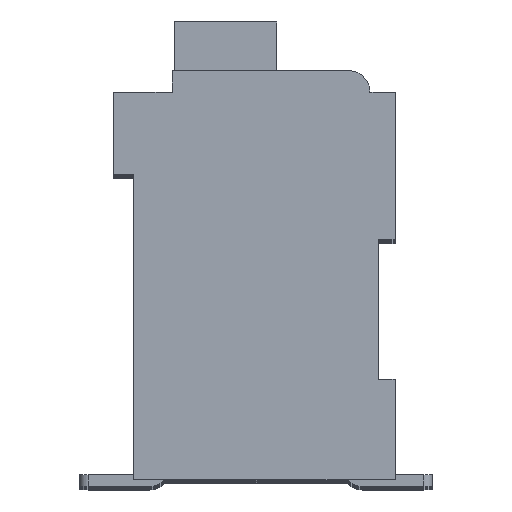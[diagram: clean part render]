
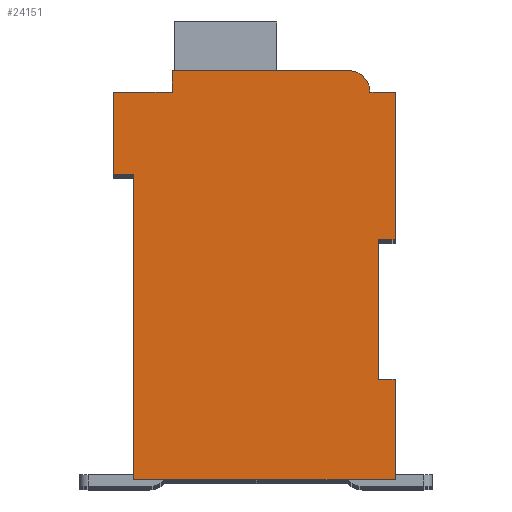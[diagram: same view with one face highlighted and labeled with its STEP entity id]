
A CAD part, top view. The second image highlights one B-rep face of the part: STEP entity #24151.
In plain terms, the highlighted planar face has unit normal (0, 0, 1).
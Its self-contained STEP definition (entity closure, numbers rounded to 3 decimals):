
#3866=DIRECTION('',(1.,0.,0.));
#3867=VECTOR('',#3866,0.5);
#3868=CARTESIAN_POINT('',(7.3,7.15,2.1));
#3869=LINE('',#3868,#3867);
#3870=DIRECTION('',(0.,1.,0.));
#3871=VECTOR('',#3870,4.15);
#3872=CARTESIAN_POINT('',(7.3,3.,2.1));
#3873=LINE('',#3872,#3871);
#3874=DIRECTION('',(-1.,0.,0.));
#3875=VECTOR('',#3874,0.5);
#3876=CARTESIAN_POINT('',(7.8,3.,2.1));
#3877=LINE('',#3876,#3875);
#3878=DIRECTION('',(0.,1.,0.));
#3879=VECTOR('',#3878,3.);
#3880=CARTESIAN_POINT('',(7.8,0.,2.1));
#3881=LINE('',#3880,#3879);
#3882=DIRECTION('',(1.,0.,0.));
#3883=VECTOR('',#3882,7.8);
#3884=CARTESIAN_POINT('',(0.,0.,2.1));
#3885=LINE('',#3884,#3883);
#3886=DIRECTION('',(0.,-1.,0.));
#3887=VECTOR('',#3886,9.1);
#3888=CARTESIAN_POINT('',(0.,9.1,2.1));
#3889=LINE('',#3888,#3887);
#3890=DIRECTION('',(1.,0.,0.));
#3891=VECTOR('',#3890,0.6);
#3892=CARTESIAN_POINT('',(-0.6,9.1,2.1));
#3893=LINE('',#3892,#3891);
#3894=DIRECTION('',(0.,-1.,0.));
#3895=VECTOR('',#3894,2.45);
#3896=CARTESIAN_POINT('',(-0.6,11.55,2.1));
#3897=LINE('',#3896,#3895);
#3898=DIRECTION('',(-1.,0.,0.));
#3899=VECTOR('',#3898,1.75);
#3900=CARTESIAN_POINT('',(1.15,11.55,2.1));
#3901=LINE('',#3900,#3899);
#3902=DIRECTION('',(0.,-1.,0.));
#3903=VECTOR('',#3902,0.65);
#3904=CARTESIAN_POINT('',(1.15,12.2,2.1));
#3905=LINE('',#3904,#3903);
#3906=DIRECTION('',(-1.,0.,0.));
#3907=VECTOR('',#3906,5.25);
#3908=CARTESIAN_POINT('',(6.4,12.2,2.1));
#3909=LINE('',#3908,#3907);
#3910=CARTESIAN_POINT('',(6.4,11.55,2.1));
#3911=DIRECTION('',(0.,0.,1.));
#3912=DIRECTION('',(1.,0.,0.));
#3913=AXIS2_PLACEMENT_3D('',#3910,#3911,#3912);
#3915=DIRECTION('',(-1.,0.,0.));
#3916=VECTOR('',#3915,0.75);
#3917=CARTESIAN_POINT('',(7.8,11.55,2.1));
#3918=LINE('',#3917,#3916);
#3919=DIRECTION('',(0.,1.,0.));
#3920=VECTOR('',#3919,4.4);
#3921=CARTESIAN_POINT('',(7.8,7.15,2.1));
#3922=LINE('',#3921,#3920);
#15919=CARTESIAN_POINT('',(7.3,7.15,2.1));
#15920=CARTESIAN_POINT('',(7.8,7.15,2.1));
#15921=VERTEX_POINT('',#15919);
#15922=VERTEX_POINT('',#15920);
#15923=CARTESIAN_POINT('',(7.8,11.55,2.1));
#15924=VERTEX_POINT('',#15923);
#15925=CARTESIAN_POINT('',(7.05,11.55,2.1));
#15926=VERTEX_POINT('',#15925);
#15927=CARTESIAN_POINT('',(6.4,12.2,2.1));
#15928=VERTEX_POINT('',#15927);
#15929=CARTESIAN_POINT('',(1.15,12.2,2.1));
#15930=VERTEX_POINT('',#15929);
#15931=CARTESIAN_POINT('',(1.15,11.55,2.1));
#15932=VERTEX_POINT('',#15931);
#15933=CARTESIAN_POINT('',(-0.6,11.55,2.1));
#15934=VERTEX_POINT('',#15933);
#15935=CARTESIAN_POINT('',(-0.6,9.1,2.1));
#15936=VERTEX_POINT('',#15935);
#15937=CARTESIAN_POINT('',(0.,9.1,2.1));
#15938=VERTEX_POINT('',#15937);
#15939=CARTESIAN_POINT('',(0.,0.,2.1));
#15940=VERTEX_POINT('',#15939);
#15941=CARTESIAN_POINT('',(7.8,0.,2.1));
#15942=VERTEX_POINT('',#15941);
#15943=CARTESIAN_POINT('',(7.8,3.,2.1));
#15944=VERTEX_POINT('',#15943);
#15945=CARTESIAN_POINT('',(7.3,3.,2.1));
#15946=VERTEX_POINT('',#15945);
#24127=CARTESIAN_POINT('',(0.,0.,2.1));
#24128=DIRECTION('',(0.,0.,1.));
#24129=DIRECTION('',(1.,0.,0.));
#24130=AXIS2_PLACEMENT_3D('',#24127,#24128,#24129);
#24131=PLANE('',#24130);
#24132=ORIENTED_EDGE('',*,*,#20888,.F.);
#24133=ORIENTED_EDGE('',*,*,#21682,.F.);
#24135=ORIENTED_EDGE('',*,*,#24134,.F.);
#24137=ORIENTED_EDGE('',*,*,#24136,.F.);
#24139=ORIENTED_EDGE('',*,*,#24138,.F.);
#24140=ORIENTED_EDGE('',*,*,#21964,.F.);
#24141=ORIENTED_EDGE('',*,*,#22124,.F.);
#24142=ORIENTED_EDGE('',*,*,#22413,.F.);
#24143=ORIENTED_EDGE('',*,*,#22707,.F.);
#24144=ORIENTED_EDGE('',*,*,#22776,.F.);
#24145=ORIENTED_EDGE('',*,*,#23209,.F.);
#24146=ORIENTED_EDGE('',*,*,#23859,.F.);
#24147=ORIENTED_EDGE('',*,*,#23699,.F.);
#24148=ORIENTED_EDGE('',*,*,#21318,.F.);
#24149=EDGE_LOOP('',(#24132,#24133,#24135,#24137,#24139,#24140,#24141,#24142,
#24143,#24144,#24145,#24146,#24147,#24148));
#24150=FACE_OUTER_BOUND('',#24149,.F.);
#3914=CIRCLE('',#3913,0.65);
#20888=EDGE_CURVE('',#15921,#15922,#3869,.T.);
#21318=EDGE_CURVE('',#15922,#15924,#3922,.T.);
#21682=EDGE_CURVE('',#15946,#15921,#3873,.T.);
#21964=EDGE_CURVE('',#15938,#15940,#3889,.T.);
#22124=EDGE_CURVE('',#15936,#15938,#3893,.T.);
#22413=EDGE_CURVE('',#15934,#15936,#3897,.T.);
#22707=EDGE_CURVE('',#15932,#15934,#3901,.T.);
#22776=EDGE_CURVE('',#15930,#15932,#3905,.T.);
#23209=EDGE_CURVE('',#15928,#15930,#3909,.T.);
#23699=EDGE_CURVE('',#15924,#15926,#3918,.T.);
#23859=EDGE_CURVE('',#15926,#15928,#3914,.T.);
#24134=EDGE_CURVE('',#15944,#15946,#3877,.T.);
#24136=EDGE_CURVE('',#15942,#15944,#3881,.T.);
#24138=EDGE_CURVE('',#15940,#15942,#3885,.T.);
#24151=ADVANCED_FACE('',(#24150),#24131,.T.);
